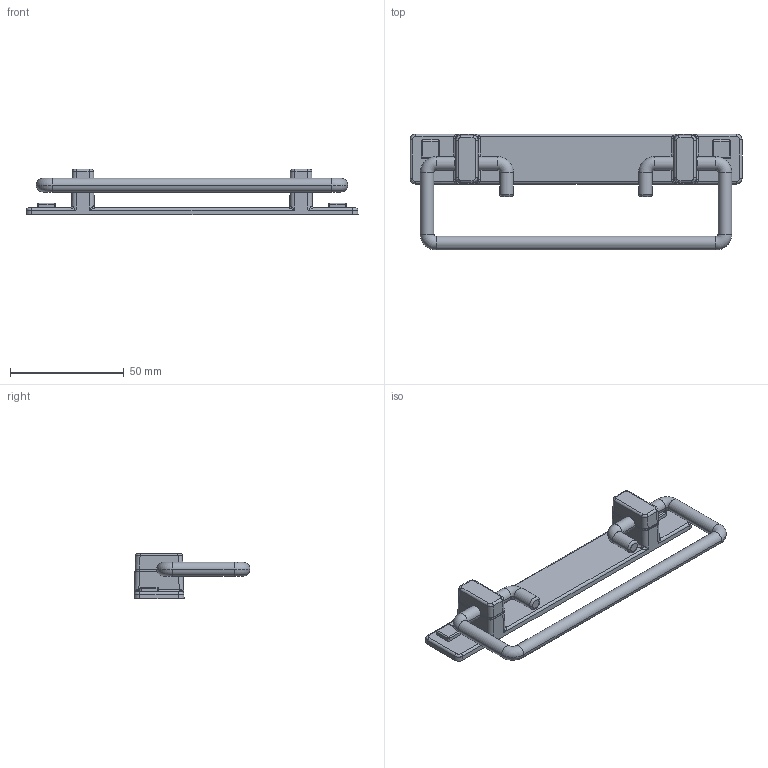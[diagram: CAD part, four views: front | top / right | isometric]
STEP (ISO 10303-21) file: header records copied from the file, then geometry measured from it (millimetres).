
FILE_DESCRIPTION(('Creo Elements/Direct Modeling STEP Export'),'2;1');
FILE_NAME('2458-146.stp','2019-03-01T10:53:45',(''),(''),'Creo Elements/Direct Modeling STEP processor for AP214 (Solid Model)','Creo Elements/Direct Modeling 20.0 12-Nov-2016 (C) Parametric Technology GmbH','');
FILE_SCHEMA(('AUTOMOTIVE_DESIGN { 1 0 10303 214 1 1 1 1 }'));
Length unit declared in the file: millimetre
Products named in the file (2): 2458-146
Assembly tree (1 placements, depth 2):
  2458-146
    2458-146
Bounding box: 146 x 51 x 20 mm (x, y, z)
Volume: 24052 mm3; surface area: 14622.1 mm2
Topology: 1 solids, 1 shells, 222 faces, 559 edges, 327 vertices
Faces by surface type: cylinder 98, plane 60, bspline 28, torus 24, sphere 8, cone 4
Entity records: 10607 total; most frequent: CARTESIAN_POINT 5760, ORIENTED_EDGE 1078, DIRECTION 932, EDGE_CURVE 539, AXIS2_PLACEMENT_3D 355, VERTEX_POINT 327, EDGE_LOOP 232, VECTOR 222
